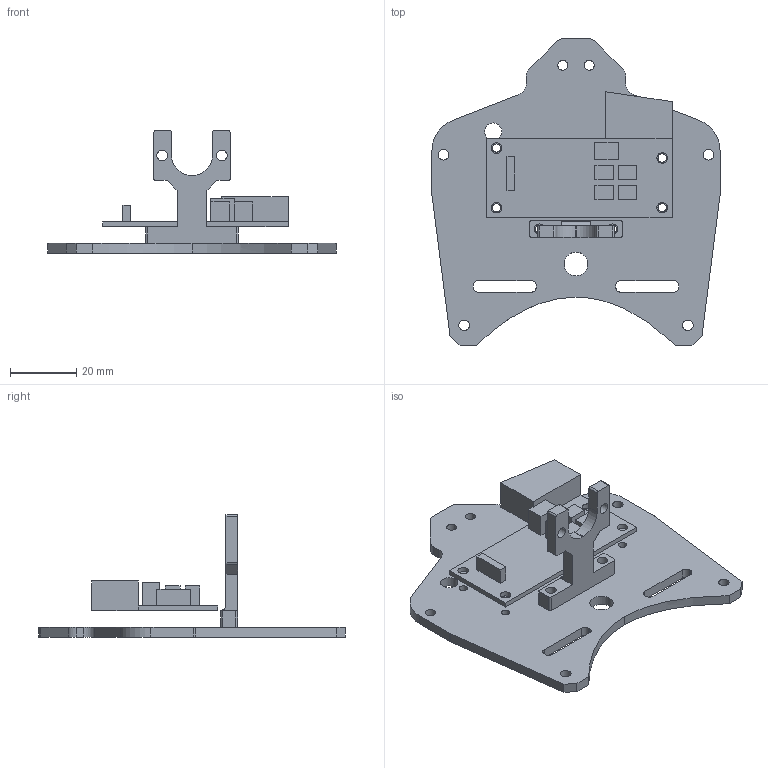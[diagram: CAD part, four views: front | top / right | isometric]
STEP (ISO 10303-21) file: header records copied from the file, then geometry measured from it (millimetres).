
FILE_DESCRIPTION(('FreeCAD Model'),'2;1');
FILE_NAME('Open CASCADE Shape Model','2021-10-17T22:23:34',('Author'),( ''),'Open CASCADE STEP processor 7.5','FreeCAD','Unknown');
FILE_SCHEMA(('AUTOMOTIVE_DESIGN { 1 0 10303 214 1 1 1 1 }'));
Length unit declared in the file: millimetre
Products named in the file (1): Fusion002001002
Bounding box: 87 x 92.5 x 37 mm (x, y, z)
Volume: 23613.1 mm3; surface area: 19038.3 mm2
Topology: 2 solids, 2 shells, 146 faces, 398 edges, 265 vertices
Faces by surface type: plane 90, cylinder 54, extrusion 2
Full cylindrical faces by diameter (mm): 2.5 x6, 3 x2, 3.2 x12, 5.2 x2, 7.1 x1
Entity records: 10870 total; most frequent: CARTESIAN_POINT 2196, DIRECTION 1493, VECTOR 904, LINE 902, ORIENTED_EDGE 796, PCURVE 796, DEFINITIONAL_REPRESENTATION 796, EDGE_CURVE 398
